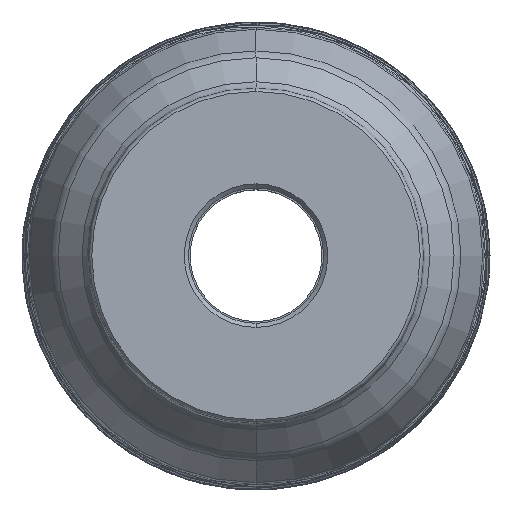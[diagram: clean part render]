
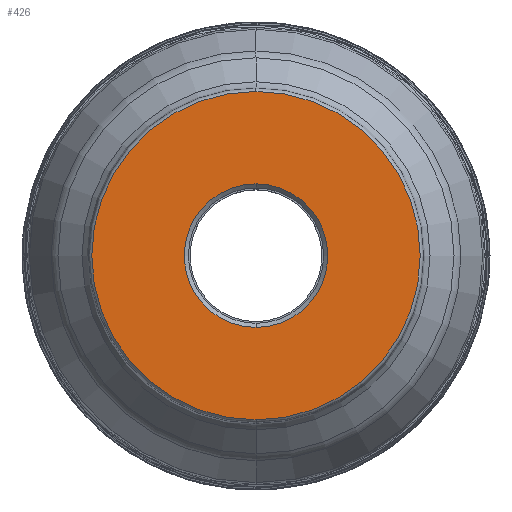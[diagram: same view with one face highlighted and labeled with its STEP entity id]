
A CAD part, top view. The second image highlights one B-rep face of the part: STEP entity #426.
In plain terms, the highlighted planar face has unit normal (0, 0, 1).
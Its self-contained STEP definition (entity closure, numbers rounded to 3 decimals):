
#152=PLANE('',#3712);
#162=FACE_BOUND('',#852,.T.);
#163=FACE_BOUND('',#853,.T.);
#426=ADVANCED_FACE('',(#162,#163),#152,.T.);
#852=EDGE_LOOP('',(#1578,#1579));
#853=EDGE_LOOP('',(#1580,#1581));
#1578=ORIENTED_EDGE('',*,*,#2284,.F.);
#1579=ORIENTED_EDGE('',*,*,#2285,.F.);
#1580=ORIENTED_EDGE('',*,*,#2283,.F.);
#1581=ORIENTED_EDGE('',*,*,#2281,.F.);
#1898=VERTEX_POINT('',#6812);
#1899=VERTEX_POINT('',#6814);
#1900=VERTEX_POINT('',#6820);
#1901=VERTEX_POINT('',#6821);
#2281=EDGE_CURVE('',#1898,#1899,#2764,.T.);
#2283=EDGE_CURVE('',#1899,#1898,#2765,.T.);
#2284=EDGE_CURVE('',#1900,#1901,#2766,.T.);
#2285=EDGE_CURVE('',#1901,#1900,#2767,.T.);
#2764=CIRCLE('',#3706,20.75);
#2765=CIRCLE('',#3708,20.75);
#2766=CIRCLE('',#3710,47.474);
#2767=CIRCLE('',#3711,47.474);
#3706=AXIS2_PLACEMENT_3D('',#6813,#4736,#4737);
#3708=AXIS2_PLACEMENT_3D('',#6817,#4741,#4742);
#3710=AXIS2_PLACEMENT_3D('',#6819,#4745,#4746);
#3711=AXIS2_PLACEMENT_3D('',#6822,#4747,#4748);
#3712=AXIS2_PLACEMENT_3D('',#6823,#4749,#4750);
#4736=DIRECTION('',(0.,0.,1.));
#4737=DIRECTION('',(0.,1.,0.));
#4741=DIRECTION('',(0.,0.,1.));
#4742=DIRECTION('',(0.,-1.,0.));
#4745=DIRECTION('',(0.,0.,-1.));
#4746=DIRECTION('',(0.,-1.,0.));
#4747=DIRECTION('',(0.,0.,-1.));
#4748=DIRECTION('',(0.,1.,0.));
#4749=DIRECTION('',(0.,0.,1.));
#4750=DIRECTION('',(0.,-1.,0.));
#6812=CARTESIAN_POINT('',(0.,20.75,0.));
#6813=CARTESIAN_POINT('',(0.,0.,0.));
#6814=CARTESIAN_POINT('',(0.,-20.75,0.));
#6817=CARTESIAN_POINT('',(0.,0.,0.));
#6819=CARTESIAN_POINT('',(0.,0.,0.));
#6820=CARTESIAN_POINT('',(0.008,-47.474,0.));
#6821=CARTESIAN_POINT('',(-0.008,47.474,0.));
#6822=CARTESIAN_POINT('',(0.,0.,0.));
#6823=CARTESIAN_POINT('',(0.,0.,0.));
